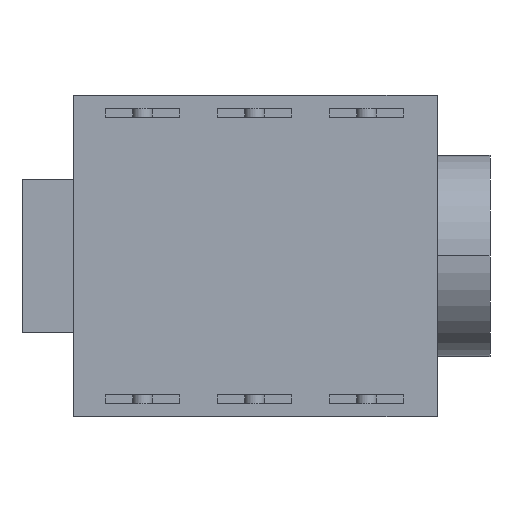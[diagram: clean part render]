
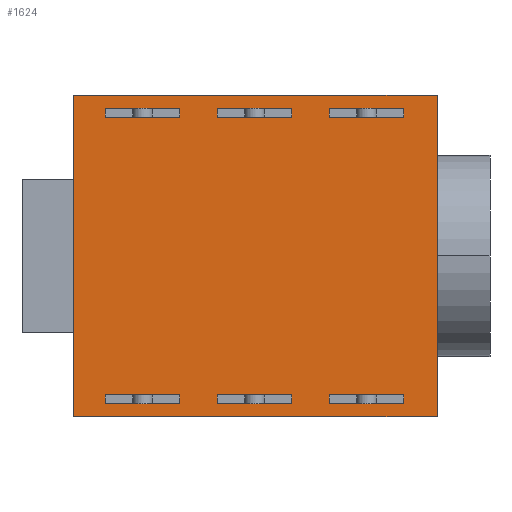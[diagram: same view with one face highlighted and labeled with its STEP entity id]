
A CAD part, front view. The second image highlights one B-rep face of the part: STEP entity #1624.
In plain terms, the highlighted planar face has unit normal (0, -1, 0).
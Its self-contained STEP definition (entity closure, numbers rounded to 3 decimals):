
#23 = VECTOR ( 'NONE', #543, 1000. ) ;
#268 = VECTOR ( 'NONE', #1998, 1000. ) ;
#282 = EDGE_CURVE ( 'NONE', #1606, #2198, #2197, .T. ) ;
#414 = ORIENTED_EDGE ( 'NONE', *, *, #422, .T. ) ;
#422 = EDGE_CURVE ( 'NONE', #1483, #2317, #1359, .T. ) ;
#543 = DIRECTION ( 'NONE',  ( 0., 0., -1. ) ) ;
#624 = DIRECTION ( 'NONE',  ( 0., 0., -1. ) ) ;
#667 = EDGE_CURVE ( 'NONE', #1483, #1606, #1264, .T. ) ;
#789 = DIRECTION ( 'NONE',  ( 1., 0., 0. ) ) ;
#1038 = AXIS2_PLACEMENT_3D ( 'NONE', #1257, #1697, #1911 ) ;
#1257 = CARTESIAN_POINT ( 'NONE',  ( -9.1, 0.22, -20.61 ) ) ;
#1264 = LINE ( 'NONE', #2419, #2997 ) ;
#1327 = VECTOR ( 'NONE', #624, 1000. ) ;
#1359 = LINE ( 'NONE', #3010, #1327 ) ;
#1483 = VERTEX_POINT ( 'NONE', #2807 ) ;
#1511 = EDGE_LOOP ( 'NONE', ( #414, #1709, #2832, #2393 ) ) ;
#1606 = VERTEX_POINT ( 'NONE', #2584 ) ;
#1624 = ADVANCED_FACE ( 'NONE', ( #2170 ), #1929, .T. ) ;
#1697 = DIRECTION ( 'NONE',  ( 0., -1., 0. ) ) ;
#1709 = ORIENTED_EDGE ( 'NONE', *, *, #1847, .T. ) ;
#1847 = EDGE_CURVE ( 'NONE', #2317, #2198, #2244, .T. ) ;
#1911 = DIRECTION ( 'NONE',  ( 0., 0., -1. ) ) ;
#1929 = PLANE ( 'NONE',  #1038 ) ;
#1998 = DIRECTION ( 'NONE',  ( 1., 0., 0. ) ) ;
#2170 = FACE_OUTER_BOUND ( 'NONE', #1511, .T. ) ;
#2197 = LINE ( 'NONE', #2895, #23 ) ;
#2198 = VERTEX_POINT ( 'NONE', #2225 ) ;
#2225 = CARTESIAN_POINT ( 'NONE',  ( 9.1, 0.22, -20.61 ) ) ;
#2244 = LINE ( 'NONE', #2946, #268 ) ;
#2316 = CARTESIAN_POINT ( 'NONE',  ( -9.1, 0.22, -20.61 ) ) ;
#2317 = VERTEX_POINT ( 'NONE', #2316 ) ;
#2393 = ORIENTED_EDGE ( 'NONE', *, *, #667, .F. ) ;
#2419 = CARTESIAN_POINT ( 'NONE',  ( -9.1, 0.22, 0. ) ) ;
#2584 = CARTESIAN_POINT ( 'NONE',  ( 9.1, 0.22, 0. ) ) ;
#2807 = CARTESIAN_POINT ( 'NONE',  ( -9.1, 0.22, 0. ) ) ;
#2832 = ORIENTED_EDGE ( 'NONE', *, *, #282, .F. ) ;
#2895 = CARTESIAN_POINT ( 'NONE',  ( 9.1, 0.22, 0. ) ) ;
#2946 = CARTESIAN_POINT ( 'NONE',  ( -9.1, 0.22, -20.61 ) ) ;
#2997 = VECTOR ( 'NONE', #789, 1000. ) ;
#3010 = CARTESIAN_POINT ( 'NONE',  ( -9.1, 0.22, 0. ) ) ;
